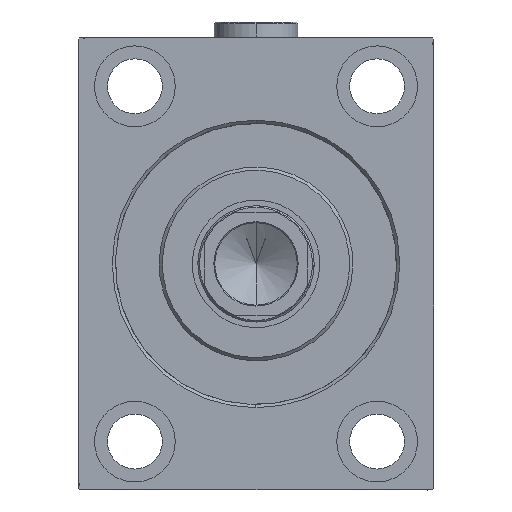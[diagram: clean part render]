
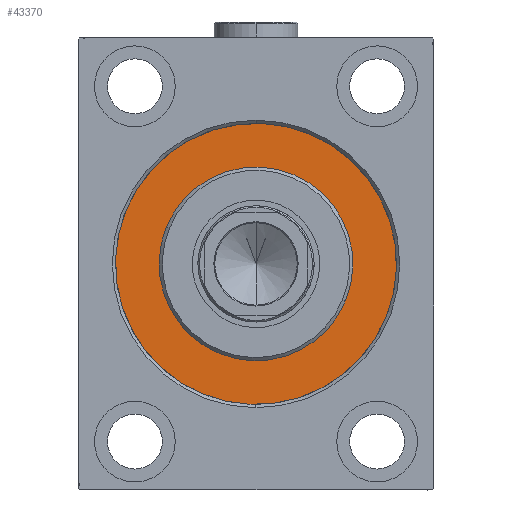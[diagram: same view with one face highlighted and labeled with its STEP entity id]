
A CAD part, left-side view. The second image highlights one B-rep face of the part: STEP entity #43370.
In plain terms, the highlighted face is planar.
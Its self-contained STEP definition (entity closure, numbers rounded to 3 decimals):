
#496 = CARTESIAN_POINT ( 'NONE',  ( 0., 0., 0. ) ) ;
#675 = AXIS2_PLACEMENT_3D ( 'NONE', #21423, #42196, #32363 ) ;
#771 = VERTEX_POINT ( 'NONE', #29683 ) ;
#4644 = VERTEX_POINT ( 'NONE', #17295 ) ;
#7334 = DIRECTION ( 'NONE',  ( 1., 0., 0. ) ) ;
#7820 = CIRCLE ( 'NONE', #12949, 30. ) ;
#12949 = AXIS2_PLACEMENT_3D ( 'NONE', #14434, #28368, #42277 ) ;
#14434 = CARTESIAN_POINT ( 'NONE',  ( 0., 0., 0. ) ) ;
#14801 = PLANE ( 'NONE',  #675 ) ;
#14815 = DIRECTION ( 'NONE',  ( -1., 0., 0. ) ) ;
#15193 = EDGE_LOOP ( 'NONE', ( #30058, #33385 ) ) ;
#15346 = VERTEX_POINT ( 'NONE', #15395 ) ;
#15395 = CARTESIAN_POINT ( 'NONE',  ( 0., 0., 30. ) ) ;
#17295 = CARTESIAN_POINT ( 'NONE',  ( 0., 0., -30. ) ) ;
#17780 = FACE_BOUND ( 'NONE', #15193, .T. ) ;
#18637 = DIRECTION ( 'NONE',  ( -1., 0., 0. ) ) ;
#19098 = DIRECTION ( 'NONE',  ( 0., 0., 1. ) ) ;
#21132 = CARTESIAN_POINT ( 'NONE',  ( 0., 0., 43.5 ) ) ;
#21423 = CARTESIAN_POINT ( 'NONE',  ( 0., 0., 0. ) ) ;
#21520 = CIRCLE ( 'NONE', #31028, 43.5 ) ;
#21876 = FACE_OUTER_BOUND ( 'NONE', #44981, .T. ) ;
#23463 = EDGE_CURVE ( 'NONE', #4644, #15346, #27532, .T. ) ;
#24649 = EDGE_CURVE ( 'NONE', #771, #30583, #31972, .T. ) ;
#24673 = AXIS2_PLACEMENT_3D ( 'NONE', #28965, #14815, #25539 ) ;
#25539 = DIRECTION ( 'NONE',  ( 0., 0., 1. ) ) ;
#25933 = CARTESIAN_POINT ( 'NONE',  ( 0., 0., 0. ) ) ;
#27532 = CIRCLE ( 'NONE', #33368, 30. ) ;
#28368 = DIRECTION ( 'NONE',  ( 1., 0., 0. ) ) ;
#28965 = CARTESIAN_POINT ( 'NONE',  ( 0., 0., 0. ) ) ;
#29683 = CARTESIAN_POINT ( 'NONE',  ( 0., 0., -43.5 ) ) ;
#30058 = ORIENTED_EDGE ( 'NONE', *, *, #37864, .F. ) ;
#30583 = VERTEX_POINT ( 'NONE', #21132 ) ;
#31028 = AXIS2_PLACEMENT_3D ( 'NONE', #25933, #18637, #19098 ) ;
#31594 = EDGE_CURVE ( 'NONE', #30583, #771, #21520, .T. ) ;
#31956 = ORIENTED_EDGE ( 'NONE', *, *, #31594, .F. ) ;
#31972 = CIRCLE ( 'NONE', #24673, 43.5 ) ;
#32363 = DIRECTION ( 'NONE',  ( 0., 0., 1. ) ) ;
#33368 = AXIS2_PLACEMENT_3D ( 'NONE', #496, #7334, #38398 ) ;
#33385 = ORIENTED_EDGE ( 'NONE', *, *, #23463, .F. ) ;
#37864 = EDGE_CURVE ( 'NONE', #15346, #4644, #7820, .T. ) ;
#38398 = DIRECTION ( 'NONE',  ( 0., 0., -1. ) ) ;
#41834 = ORIENTED_EDGE ( 'NONE', *, *, #24649, .F. ) ;
#42196 = DIRECTION ( 'NONE',  ( -1., 0., 0. ) ) ;
#42277 = DIRECTION ( 'NONE',  ( 0., 0., -1. ) ) ;
#43370 = ADVANCED_FACE ( 'NONE', ( #17780, #21876 ), #14801, .F. ) ;
#44981 = EDGE_LOOP ( 'NONE', ( #41834, #31956 ) ) ;
